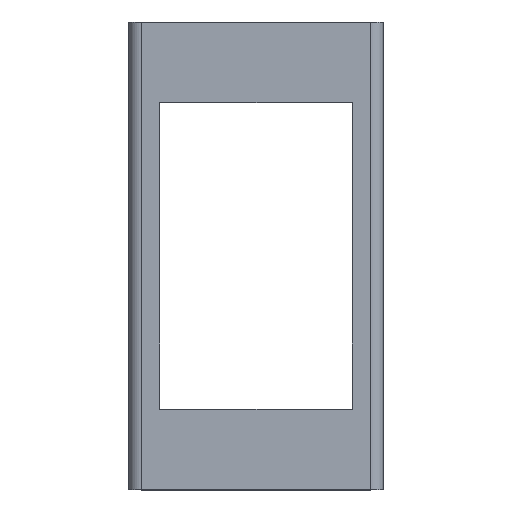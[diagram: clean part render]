
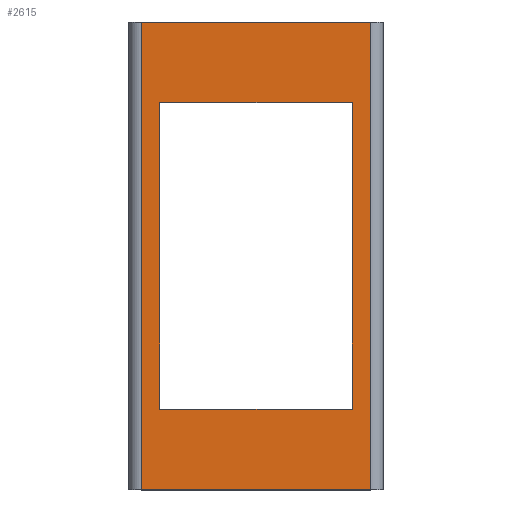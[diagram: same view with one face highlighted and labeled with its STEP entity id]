
A CAD part, top view. The second image highlights one B-rep face of the part: STEP entity #2615.
In plain terms, the highlighted planar face has unit normal (0, 0, 1).
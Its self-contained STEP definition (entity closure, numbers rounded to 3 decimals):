
#22 = ORIENTED_EDGE ( 'NONE', *, *, #1549, .F. ) ;
#76 = LINE ( 'NONE', #658, #2928 ) ;
#209 = EDGE_CURVE ( 'NONE', #3809, #3137, #4321, .T. ) ;
#358 = CARTESIAN_POINT ( 'NONE',  ( -18., -36.75, 34. ) ) ;
#385 = CARTESIAN_POINT ( 'NONE',  ( -15.1, -24.1, 34. ) ) ;
#387 = ORIENTED_EDGE ( 'NONE', *, *, #2869, .T. ) ;
#396 = CARTESIAN_POINT ( 'NONE',  ( 18., 36.75, 34. ) ) ;
#419 = LINE ( 'NONE', #4063, #918 ) ;
#510 = DIRECTION ( 'NONE',  ( 0., 0., 1. ) ) ;
#588 = VECTOR ( 'NONE', #4169, 1000. ) ;
#589 = VERTEX_POINT ( 'NONE', #2267 ) ;
#616 = VERTEX_POINT ( 'NONE', #1523 ) ;
#658 = CARTESIAN_POINT ( 'NONE',  ( -15.1, 24.1, 34. ) ) ;
#691 = ORIENTED_EDGE ( 'NONE', *, *, #2947, .T. ) ;
#716 = DIRECTION ( 'NONE',  ( 0., 1., 0. ) ) ;
#918 = VECTOR ( 'NONE', #3300, 1000. ) ;
#1001 = CARTESIAN_POINT ( 'NONE',  ( -15.1, 24.1, 34. ) ) ;
#1032 = VERTEX_POINT ( 'NONE', #396 ) ;
#1196 = LINE ( 'NONE', #2642, #1687 ) ;
#1276 = ORIENTED_EDGE ( 'NONE', *, *, #4134, .F. ) ;
#1363 = DIRECTION ( 'NONE',  ( 0., -1., 0. ) ) ;
#1386 = DIRECTION ( 'NONE',  ( -1., 0., 0. ) ) ;
#1475 = VERTEX_POINT ( 'NONE', #358 ) ;
#1523 = CARTESIAN_POINT ( 'NONE',  ( 18., -36.75, 34. ) ) ;
#1549 = EDGE_CURVE ( 'NONE', #3988, #1956, #2148, .T. ) ;
#1574 = LINE ( 'NONE', #4672, #1792 ) ;
#1611 = EDGE_CURVE ( 'NONE', #1475, #616, #419, .T. ) ;
#1615 = CARTESIAN_POINT ( 'NONE',  ( 15.1, -24.1, 34. ) ) ;
#1656 = EDGE_CURVE ( 'NONE', #1032, #589, #1196, .T. ) ;
#1687 = VECTOR ( 'NONE', #3382, 1000. ) ;
#1772 = EDGE_LOOP ( 'NONE', ( #2434, #3112, #1276, #22 ) ) ;
#1792 = VECTOR ( 'NONE', #716, 1000. ) ;
#1843 = AXIS2_PLACEMENT_3D ( 'NONE', #1869, #510, #3013 ) ;
#1846 = VECTOR ( 'NONE', #1363, 1000. ) ;
#1869 = CARTESIAN_POINT ( 'NONE',  ( 0., 0., 34. ) ) ;
#1874 = ORIENTED_EDGE ( 'NONE', *, *, #1611, .T. ) ;
#1956 = VERTEX_POINT ( 'NONE', #4602 ) ;
#2030 = VECTOR ( 'NONE', #4384, 1000. ) ;
#2148 = LINE ( 'NONE', #4396, #2030 ) ;
#2193 = DIRECTION ( 'NONE',  ( 1., 0., 0. ) ) ;
#2254 = FACE_OUTER_BOUND ( 'NONE', #4485, .T. ) ;
#2267 = CARTESIAN_POINT ( 'NONE',  ( -18., 36.75, 34. ) ) ;
#2339 = EDGE_CURVE ( 'NONE', #3137, #3988, #76, .T. ) ;
#2434 = ORIENTED_EDGE ( 'NONE', *, *, #2339, .F. ) ;
#2457 = VECTOR ( 'NONE', #2193, 1000. ) ;
#2615 = ADVANCED_FACE ( 'NONE', ( #2254, #4632 ), #3321, .T. ) ;
#2642 = CARTESIAN_POINT ( 'NONE',  ( -20., 36.75, 34. ) ) ;
#2869 = EDGE_CURVE ( 'NONE', #589, #1475, #3622, .T. ) ;
#2928 = VECTOR ( 'NONE', #1386, 1000. ) ;
#2947 = EDGE_CURVE ( 'NONE', #616, #1032, #1574, .T. ) ;
#3013 = DIRECTION ( 'NONE',  ( 1., 0., 0. ) ) ;
#3112 = ORIENTED_EDGE ( 'NONE', *, *, #209, .F. ) ;
#3137 = VERTEX_POINT ( 'NONE', #4092 ) ;
#3300 = DIRECTION ( 'NONE',  ( 1., 0., 0. ) ) ;
#3321 = PLANE ( 'NONE',  #1843 ) ;
#3382 = DIRECTION ( 'NONE',  ( -1., 0., 0. ) ) ;
#3622 = LINE ( 'NONE', #3888, #1846 ) ;
#3725 = LINE ( 'NONE', #385, #2457 ) ;
#3809 = VERTEX_POINT ( 'NONE', #1615 ) ;
#3888 = CARTESIAN_POINT ( 'NONE',  ( -18., -36.75, 34. ) ) ;
#3988 = VERTEX_POINT ( 'NONE', #1001 ) ;
#4063 = CARTESIAN_POINT ( 'NONE',  ( -20., -36.75, 34. ) ) ;
#4092 = CARTESIAN_POINT ( 'NONE',  ( 15.1, 24.1, 34. ) ) ;
#4094 = ORIENTED_EDGE ( 'NONE', *, *, #1656, .T. ) ;
#4134 = EDGE_CURVE ( 'NONE', #1956, #3809, #3725, .T. ) ;
#4145 = CARTESIAN_POINT ( 'NONE',  ( 15.1, 24.1, 34. ) ) ;
#4169 = DIRECTION ( 'NONE',  ( 0., 1., 0. ) ) ;
#4321 = LINE ( 'NONE', #4145, #588 ) ;
#4384 = DIRECTION ( 'NONE',  ( 0., -1., 0. ) ) ;
#4396 = CARTESIAN_POINT ( 'NONE',  ( -15.1, 24.1, 34. ) ) ;
#4485 = EDGE_LOOP ( 'NONE', ( #4094, #387, #1874, #691 ) ) ;
#4602 = CARTESIAN_POINT ( 'NONE',  ( -15.1, -24.1, 34. ) ) ;
#4632 = FACE_BOUND ( 'NONE', #1772, .T. ) ;
#4672 = CARTESIAN_POINT ( 'NONE',  ( 18., 36.75, 34. ) ) ;
